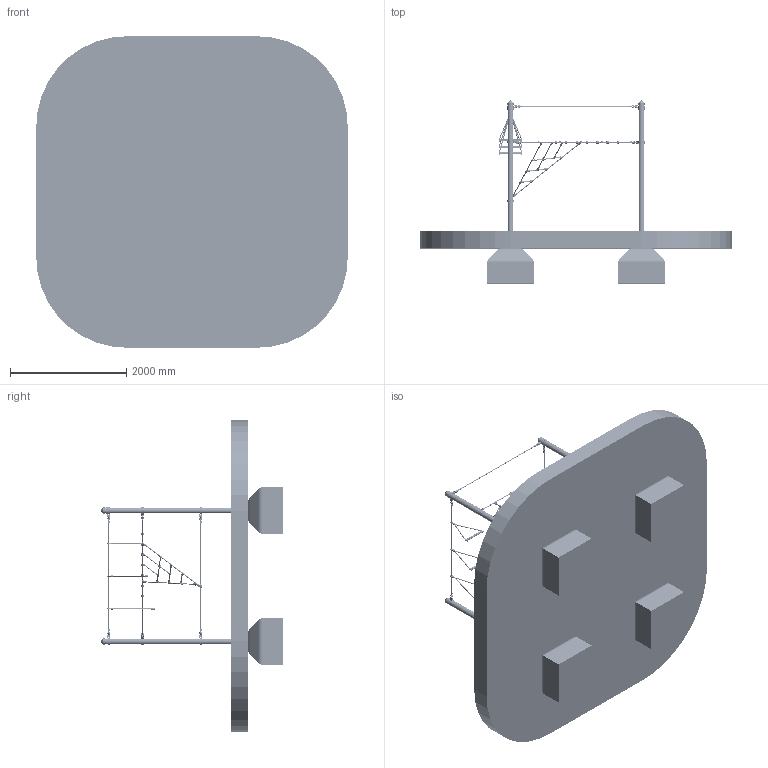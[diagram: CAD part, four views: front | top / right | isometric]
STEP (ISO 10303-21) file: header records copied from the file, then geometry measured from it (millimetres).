
FILE_DESCRIPTION (( 'STEP AP214' ), '1' );
FILE_NAME ('4591-30-1.STEP', '2018-09-11T08:56:41', ( '' ), ( '' ), 'SwSTEP 2.0', 'SolidWorks 2018', '' );
FILE_SCHEMA (( 'AUTOMOTIVE_DESIGN' ));
Length unit declared in the file: millimetre
Products named in the file (174): Seil1; T-Stück_14_SN; -1-Fundament; -1-Zsmb70-4594-70 - PA-Adapter_; Bew. T-Stück Querträger; -1-Zsmb-Schelle-4591-30-2; Knotenkugel ohne; Bew. T-Stück Längsträger; 55-02-10-2A - 2-Augen-Schäkel; Seil3Hangelseil2_Standard<Wie bearbeitet>; Seil1_Standard<Wie bearbeitet>; Spiegeln55-02-08 - Schäkel M8 geschweift; 457-01 - Kunststoff Kausche rot; Hangelseil2_Standard<Wie bearbeitet>; -1-70-5601 - Beckmann  Sprosse gelb; 70-5602 - Beckmann Sprosse rot; Hangelseil1_Standard<Wie bearbeitet>; Seil3Hangelseil2; Hangelseil2; 457-01-Kunststoff_Kausche_rot; Netz; -1-Zsmb-Abdeckkappe-4591-30-2; 457-01 - Kunststoff Kausche gelb; -1-ZsmbPfosten-4591-30-2; Hangelseil1; Netz2-Zsmb; Sicherheitsbereich_01; Netz2_Standard<Wie bearbeitet>; Netz2; 457-04 - Kunststoff Kausche; SpiegelnBew. T-Stück Längsträger ; SpiegelnBew. T-Stück Querträger; Netz-Zsmb; Netz_Standard<Wie bearbeitet>; 4591-30-1
Assembly tree (147 placements, depth 3):
  Seil1
  T-Stück_14_SN
  -1-Zsmb70-4594-70 - PA-Adapter_
  Bew. T-Stück Querträger
  -1-Zsmb-Schelle-4591-30-2
Bounding box: 5350 x 3138.96 x 5350 mm (x, y, z)
Volume: 9307826214.2 mm3; surface area: 84345101.1 mm2
Topology: 228 solids, 228 shells, 10752 faces, 28413 edges, 17777 vertices
Faces by surface type: plane 4594, cylinder 3059, bspline 1267, torus 908, cone 892, sphere 32
Entity records: 89699 total; most frequent: CARTESIAN_POINT 31674, ORIENTED_EDGE 10398, DIRECTION 9775, EDGE_CURVE 5199, AXIS2_PLACEMENT_3D 3534, VERTEX_POINT 3297, LINE 2707, VECTOR 2707
